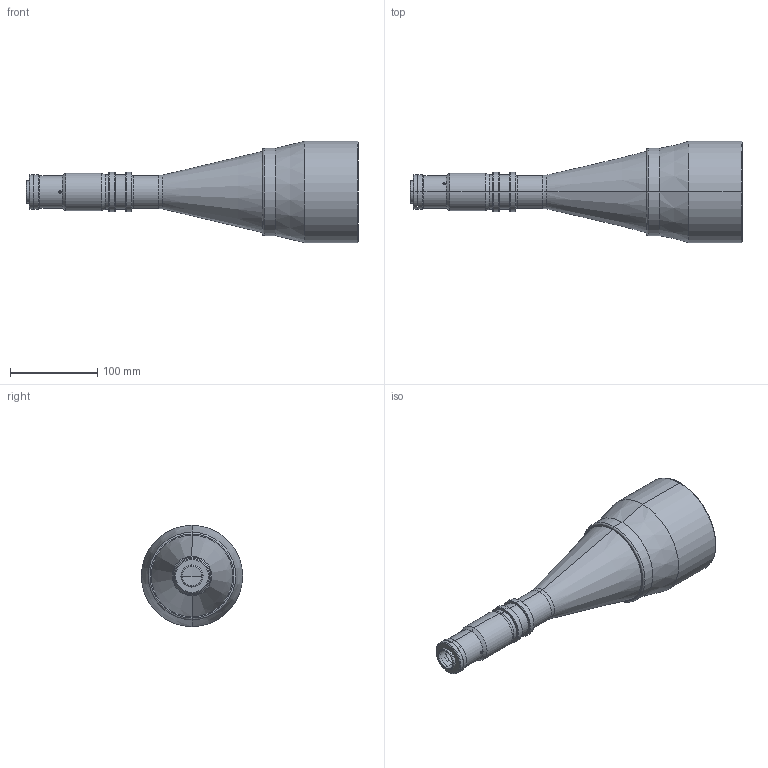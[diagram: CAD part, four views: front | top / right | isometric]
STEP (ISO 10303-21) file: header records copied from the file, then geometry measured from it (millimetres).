
FILE_DESCRIPTION (( 'STEP AP214' ), '1' );
FILE_NAME ('2M80_C.STEP', '2013-05-11T10:51:57', ( 'Work' ), ( '' ), 'SwSTEP 2.0', 'SolidWorks 2013', '' );
FILE_SCHEMA (( 'AUTOMOTIVE_DESIGN' ));
Length unit declared in the file: millimetre
Products named in the file (1): 2M80_C
Bounding box: 380.1 x 116 x 116 mm (x, y, z)
Surface area: 116065.4 mm2 (no closed solid volume)
Topology: 0 solids, 12 shells, 106 faces, 270 edges, 180 vertices
Faces by surface type: cylinder 46, cone 29, plane 23, torus 6, sphere 2
Entity records: 4715 total; most frequent: CARTESIAN_POINT 867, DIRECTION 625, ORIENTED_EDGE 462, EDGE_CURVE 270, AXIS2_PLACEMENT_3D 268, VERTEX_POINT 180, CIRCLE 161, EDGE_LOOP 134
